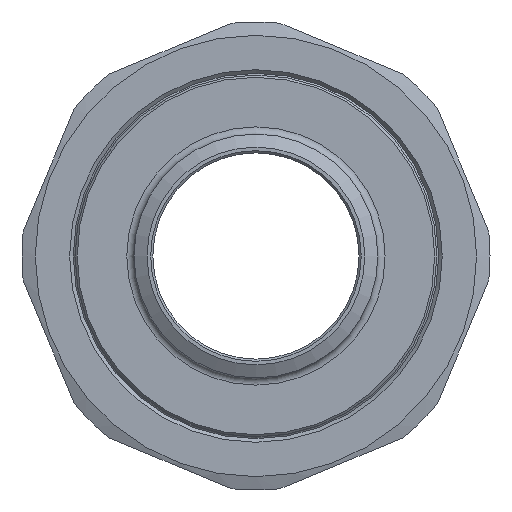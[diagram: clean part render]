
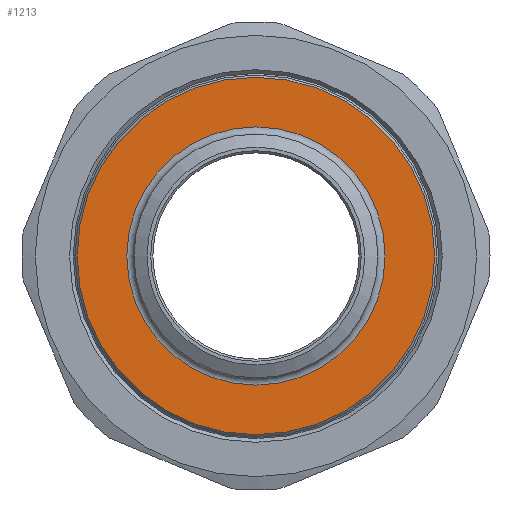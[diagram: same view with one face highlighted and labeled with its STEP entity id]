
A CAD part, left-side view. The second image highlights one B-rep face of the part: STEP entity #1213.
In plain terms, the highlighted planar face has unit normal (-1, 0, 0).
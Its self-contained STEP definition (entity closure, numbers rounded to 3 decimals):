
#46=FACE_BOUND('',#267,.T.);
#121=PLANE('',#1440);
#183=FACE_OUTER_BOUND('',#266,.T.);
#266=EDGE_LOOP('',(#1067));
#267=EDGE_LOOP('',(#1068));
#468=CIRCLE('',#1439,24.7);
#469=CIRCLE('',#1441,17.85);
#587=VERTEX_POINT('',#2242);
#588=VERTEX_POINT('',#2246);
#751=EDGE_CURVE('',#587,#587,#468,.T.);
#752=EDGE_CURVE('',#588,#588,#469,.T.);
#1067=ORIENTED_EDGE('',*,*,#751,.F.);
#1068=ORIENTED_EDGE('',*,*,#752,.F.);
#1213=ADVANCED_FACE('',(#183,#46),#121,.T.);
#1439=AXIS2_PLACEMENT_3D('',#2244,#1808,#1809);
#1440=AXIS2_PLACEMENT_3D('',#2245,#1810,#1811);
#1441=AXIS2_PLACEMENT_3D('',#2247,#1812,#1813);
#1808=DIRECTION('center_axis',(1.,0.,0.));
#1809=DIRECTION('ref_axis',(0.,-1.,0.));
#1810=DIRECTION('center_axis',(-1.,0.,0.));
#1811=DIRECTION('ref_axis',(0.,0.,1.));
#1812=DIRECTION('center_axis',(-1.,0.,0.));
#1813=DIRECTION('ref_axis',(0.,-1.,0.));
#2242=CARTESIAN_POINT('',(-21.,24.7,0.));
#2244=CARTESIAN_POINT('Origin',(-21.,0.,0.));
#2245=CARTESIAN_POINT('Origin',(-21.,25.,0.));
#2246=CARTESIAN_POINT('',(-21.,0.,17.85));
#2247=CARTESIAN_POINT('Origin',(-21.,0.,0.));
